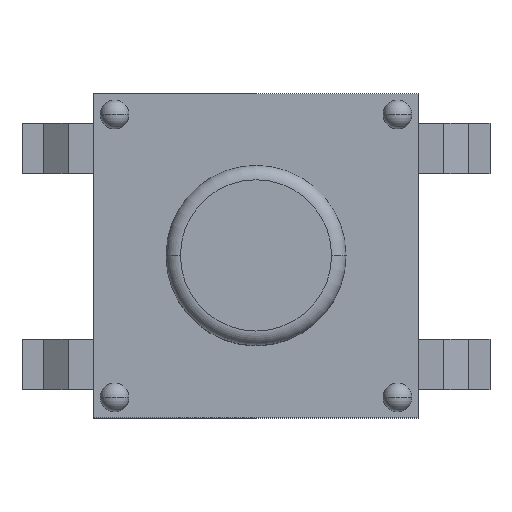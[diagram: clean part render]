
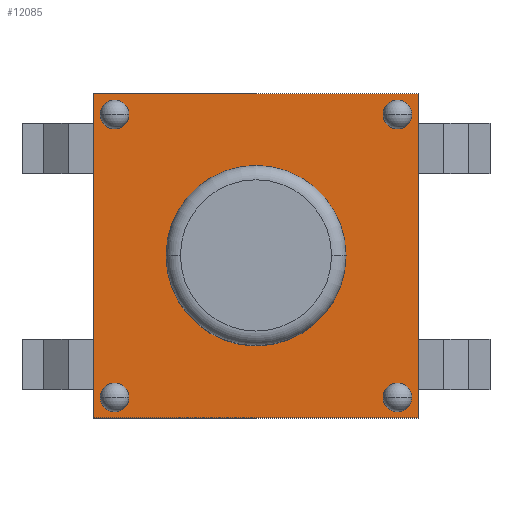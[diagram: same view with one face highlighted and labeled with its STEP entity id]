
A CAD part, top view. The second image highlights one B-rep face of the part: STEP entity #12085.
In plain terms, the highlighted planar face has unit normal (0, 0, 1).
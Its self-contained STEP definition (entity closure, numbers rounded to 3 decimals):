
#410 = DIRECTION ( 'NONE',  ( -1., 0., 0. ) ) ;
#538 = FACE_OUTER_BOUND ( 'NONE', #7699, .T. ) ;
#1199 = VECTOR ( 'NONE', #2233, 1000. ) ;
#1291 = ORIENTED_EDGE ( 'NONE', *, *, #4740, .F. ) ;
#1493 = CARTESIAN_POINT ( 'NONE',  ( -1.965, -1.965, 0. ) ) ;
#1629 = VERTEX_POINT ( 'NONE', #13976 ) ;
#1631 = VERTEX_POINT ( 'NONE', #4558 ) ;
#1860 = VERTEX_POINT ( 'NONE', #4536 ) ;
#1958 = DIRECTION ( 'NONE',  ( 0., 0., 1. ) ) ;
#2011 = CARTESIAN_POINT ( 'NONE',  ( 1.765, -1.965, 0. ) ) ;
#2073 = FACE_BOUND ( 'NONE', #8739, .T. ) ;
#2221 = DIRECTION ( 'NONE',  ( -1., 0., 0. ) ) ;
#2233 = DIRECTION ( 'NONE',  ( 0., -1., 0. ) ) ;
#2262 = DIRECTION ( 'NONE',  ( 0., 0., -1. ) ) ;
#2266 = CIRCLE ( 'NONE', #12392, 0.2 ) ;
#2351 = CARTESIAN_POINT ( 'NONE',  ( 2.25, -2.25, 0. ) ) ;
#3138 = CARTESIAN_POINT ( 'NONE',  ( 0., 0., 0. ) ) ;
#3166 = ORIENTED_EDGE ( 'NONE', *, *, #6376, .T. ) ;
#3251 = DIRECTION ( 'NONE',  ( 1., 0., 0. ) ) ;
#3373 = VECTOR ( 'NONE', #9455, 1000. ) ;
#3444 = DIRECTION ( 'NONE',  ( 1., 0., 0. ) ) ;
#4043 = EDGE_CURVE ( 'NONE', #16467, #6481, #18571, .T. ) ;
#4532 = EDGE_CURVE ( 'NONE', #19072, #1631, #15363, .T. ) ;
#4536 = CARTESIAN_POINT ( 'NONE',  ( 2.165, 1.965, 0. ) ) ;
#4558 = CARTESIAN_POINT ( 'NONE',  ( -2.165, -1.965, 0. ) ) ;
#4682 = DIRECTION ( 'NONE',  ( 0., 0., 1. ) ) ;
#4740 = EDGE_CURVE ( 'NONE', #1629, #1860, #5040, .T. ) ;
#4856 = EDGE_CURVE ( 'NONE', #9807, #7156, #10465, .T. ) ;
#4943 = FACE_BOUND ( 'NONE', #17103, .T. ) ;
#5040 = CIRCLE ( 'NONE', #13593, 0.2 ) ;
#5134 = DIRECTION ( 'NONE',  ( -1., 0., 0. ) ) ;
#5156 = CARTESIAN_POINT ( 'NONE',  ( 2.25, -2.25, 0. ) ) ;
#5298 = DIRECTION ( 'NONE',  ( 1., 0., 0. ) ) ;
#5306 = CARTESIAN_POINT ( 'NONE',  ( 1.965, -1.965, 0. ) ) ;
#5831 = DIRECTION ( 'NONE',  ( -1., 0., 0. ) ) ;
#6244 = DIRECTION ( 'NONE',  ( 0., 0., 1. ) ) ;
#6376 = EDGE_CURVE ( 'NONE', #18643, #16467, #15821, .T. ) ;
#6481 = VERTEX_POINT ( 'NONE', #2351 ) ;
#6615 = CARTESIAN_POINT ( 'NONE',  ( 0., 0., 0. ) ) ;
#6648 = CIRCLE ( 'NONE', #14260, 0.2 ) ;
#6737 = EDGE_LOOP ( 'NONE', ( #13346, #18483 ) ) ;
#6744 = CIRCLE ( 'NONE', #13728, 0.2 ) ;
#6846 = CIRCLE ( 'NONE', #9391, 1.25 ) ;
#6851 = CARTESIAN_POINT ( 'NONE',  ( -1.965, -1.965, 0. ) ) ;
#6926 = AXIS2_PLACEMENT_3D ( 'NONE', #1493, #4682, #13608 ) ;
#7098 = CARTESIAN_POINT ( 'NONE',  ( 1.25, 0., 0. ) ) ;
#7156 = VERTEX_POINT ( 'NONE', #15148 ) ;
#7189 = CARTESIAN_POINT ( 'NONE',  ( 2.165, -1.965, 0. ) ) ;
#7462 = CARTESIAN_POINT ( 'NONE',  ( -2.25, 2.25, 0. ) ) ;
#7699 = EDGE_LOOP ( 'NONE', ( #16284, #13014, #3166, #16823 ) ) ;
#8012 = CARTESIAN_POINT ( 'NONE',  ( -2.25, -2.25, 0. ) ) ;
#8025 = DIRECTION ( 'NONE',  ( 0., 1., 0. ) ) ;
#8052 = LINE ( 'NONE', #9255, #3373 ) ;
#8102 = FACE_BOUND ( 'NONE', #17577, .T. ) ;
#8187 = ORIENTED_EDGE ( 'NONE', *, *, #19200, .F. ) ;
#8271 = CARTESIAN_POINT ( 'NONE',  ( 1.965, -1.965, 0. ) ) ;
#8739 = EDGE_LOOP ( 'NONE', ( #10934, #11341 ) ) ;
#8741 = EDGE_CURVE ( 'NONE', #1631, #19072, #6744, .T. ) ;
#8768 = VERTEX_POINT ( 'NONE', #17380 ) ;
#9043 = VERTEX_POINT ( 'NONE', #17557 ) ;
#9255 = CARTESIAN_POINT ( 'NONE',  ( -2.25, 2.25, 0. ) ) ;
#9277 = ORIENTED_EDGE ( 'NONE', *, *, #10374, .F. ) ;
#9314 = CARTESIAN_POINT ( 'NONE',  ( 1.965, 1.965, 0. ) ) ;
#9375 = AXIS2_PLACEMENT_3D ( 'NONE', #6615, #2262, #5134 ) ;
#9391 = AXIS2_PLACEMENT_3D ( 'NONE', #10079, #11476, #5298 ) ;
#9455 = DIRECTION ( 'NONE',  ( -1., 0., 0. ) ) ;
#9508 = AXIS2_PLACEMENT_3D ( 'NONE', #5306, #11400, #17418 ) ;
#9800 = FACE_BOUND ( 'NONE', #11477, .T. ) ;
#9807 = VERTEX_POINT ( 'NONE', #15110 ) ;
#10079 = CARTESIAN_POINT ( 'NONE',  ( 0., 0., 0. ) ) ;
#10374 = EDGE_CURVE ( 'NONE', #9043, #18958, #6846, .T. ) ;
#10465 = CIRCLE ( 'NONE', #14544, 0.2 ) ;
#10598 = CARTESIAN_POINT ( 'NONE',  ( -2.25, -2.25, 0. ) ) ;
#10934 = ORIENTED_EDGE ( 'NONE', *, *, #4856, .F. ) ;
#10936 = EDGE_CURVE ( 'NONE', #6481, #8768, #14189, .T. ) ;
#11008 = DIRECTION ( 'NONE',  ( 0., 0., 1. ) ) ;
#11341 = ORIENTED_EDGE ( 'NONE', *, *, #16072, .F. ) ;
#11400 = DIRECTION ( 'NONE',  ( 0., 0., 1. ) ) ;
#11476 = DIRECTION ( 'NONE',  ( 0., 0., 1. ) ) ;
#11477 = EDGE_LOOP ( 'NONE', ( #1291, #13512 ) ) ;
#11800 = DIRECTION ( 'NONE',  ( 0., 0., 1. ) ) ;
#12085 = ADVANCED_FACE ( 'NONE', ( #17134, #4943, #9800, #2073, #8102, #538 ), #15848, .F. ) ;
#12392 = AXIS2_PLACEMENT_3D ( 'NONE', #19454, #11800, #5831 ) ;
#12422 = CIRCLE ( 'NONE', #17181, 1.25 ) ;
#12602 = AXIS2_PLACEMENT_3D ( 'NONE', #12632, #18711, #2221 ) ;
#12632 = CARTESIAN_POINT ( 'NONE',  ( 1.965, 1.965, 0. ) ) ;
#12656 = CARTESIAN_POINT ( 'NONE',  ( -1.765, -1.965, 0. ) ) ;
#12677 = EDGE_CURVE ( 'NONE', #8768, #18643, #8052, .T. ) ;
#12821 = VECTOR ( 'NONE', #3251, 1000. ) ;
#13014 = ORIENTED_EDGE ( 'NONE', *, *, #12677, .T. ) ;
#13346 = ORIENTED_EDGE ( 'NONE', *, *, #8741, .F. ) ;
#13388 = DIRECTION ( 'NONE',  ( -1., 0., 0. ) ) ;
#13512 = ORIENTED_EDGE ( 'NONE', *, *, #13633, .F. ) ;
#13593 = AXIS2_PLACEMENT_3D ( 'NONE', #9314, #16570, #18067 ) ;
#13608 = DIRECTION ( 'NONE',  ( -1., 0., 0. ) ) ;
#13633 = EDGE_CURVE ( 'NONE', #1860, #1629, #16097, .T. ) ;
#13728 = AXIS2_PLACEMENT_3D ( 'NONE', #6851, #17474, #18893 ) ;
#13976 = CARTESIAN_POINT ( 'NONE',  ( 1.765, 1.965, 0. ) ) ;
#14189 = LINE ( 'NONE', #5156, #17664 ) ;
#14254 = ORIENTED_EDGE ( 'NONE', *, *, #19155, .F. ) ;
#14260 = AXIS2_PLACEMENT_3D ( 'NONE', #8271, #11008, #410 ) ;
#14544 = AXIS2_PLACEMENT_3D ( 'NONE', #14967, #6244, #13388 ) ;
#14967 = CARTESIAN_POINT ( 'NONE',  ( -1.965, 1.965, 0. ) ) ;
#15110 = CARTESIAN_POINT ( 'NONE',  ( -2.165, 1.965, 0. ) ) ;
#15148 = CARTESIAN_POINT ( 'NONE',  ( -1.765, 1.965, 0. ) ) ;
#15363 = CIRCLE ( 'NONE', #6926, 0.2 ) ;
#15665 = VERTEX_POINT ( 'NONE', #7189 ) ;
#15821 = LINE ( 'NONE', #18917, #1199 ) ;
#15848 = PLANE ( 'NONE',  #9375 ) ;
#16072 = EDGE_CURVE ( 'NONE', #7156, #9807, #2266, .T. ) ;
#16097 = CIRCLE ( 'NONE', #12602, 0.2 ) ;
#16284 = ORIENTED_EDGE ( 'NONE', *, *, #10936, .T. ) ;
#16467 = VERTEX_POINT ( 'NONE', #10598 ) ;
#16570 = DIRECTION ( 'NONE',  ( 0., 0., 1. ) ) ;
#16823 = ORIENTED_EDGE ( 'NONE', *, *, #4043, .T. ) ;
#16997 = VERTEX_POINT ( 'NONE', #2011 ) ;
#17103 = EDGE_LOOP ( 'NONE', ( #8187, #14254 ) ) ;
#17134 = FACE_BOUND ( 'NONE', #6737, .T. ) ;
#17181 = AXIS2_PLACEMENT_3D ( 'NONE', #3138, #1958, #3444 ) ;
#17359 = EDGE_CURVE ( 'NONE', #18958, #9043, #12422, .T. ) ;
#17380 = CARTESIAN_POINT ( 'NONE',  ( 2.25, 2.25, 0. ) ) ;
#17418 = DIRECTION ( 'NONE',  ( -1., 0., 0. ) ) ;
#17438 = CIRCLE ( 'NONE', #9508, 0.2 ) ;
#17474 = DIRECTION ( 'NONE',  ( 0., 0., 1. ) ) ;
#17557 = CARTESIAN_POINT ( 'NONE',  ( -1.25, 0., 0. ) ) ;
#17577 = EDGE_LOOP ( 'NONE', ( #9277, #18273 ) ) ;
#17664 = VECTOR ( 'NONE', #8025, 1000. ) ;
#18067 = DIRECTION ( 'NONE',  ( -1., 0., 0. ) ) ;
#18273 = ORIENTED_EDGE ( 'NONE', *, *, #17359, .F. ) ;
#18483 = ORIENTED_EDGE ( 'NONE', *, *, #4532, .F. ) ;
#18571 = LINE ( 'NONE', #8012, #12821 ) ;
#18643 = VERTEX_POINT ( 'NONE', #7462 ) ;
#18711 = DIRECTION ( 'NONE',  ( 0., 0., 1. ) ) ;
#18893 = DIRECTION ( 'NONE',  ( -1., 0., 0. ) ) ;
#18917 = CARTESIAN_POINT ( 'NONE',  ( -2.25, -2.25, 0. ) ) ;
#18958 = VERTEX_POINT ( 'NONE', #7098 ) ;
#19072 = VERTEX_POINT ( 'NONE', #12656 ) ;
#19155 = EDGE_CURVE ( 'NONE', #15665, #16997, #6648, .T. ) ;
#19200 = EDGE_CURVE ( 'NONE', #16997, #15665, #17438, .T. ) ;
#19454 = CARTESIAN_POINT ( 'NONE',  ( -1.965, 1.965, 0. ) ) ;
